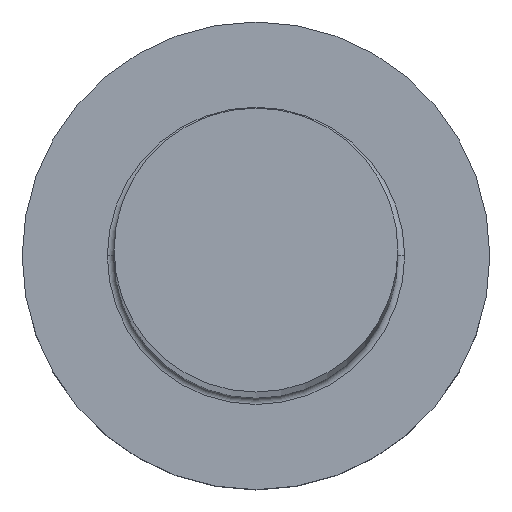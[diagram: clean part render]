
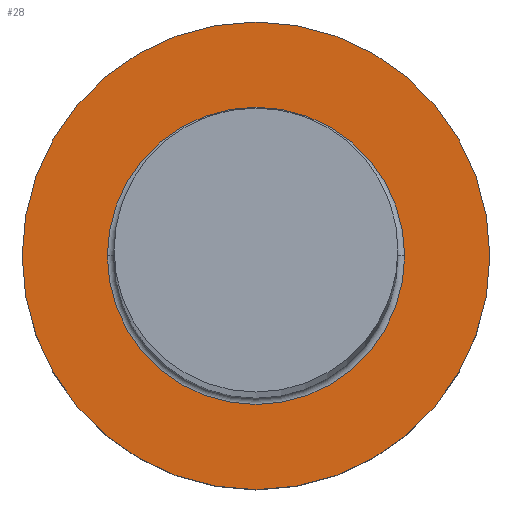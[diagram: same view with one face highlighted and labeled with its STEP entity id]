
A CAD part, top view. The second image highlights one B-rep face of the part: STEP entity #28.
In plain terms, the highlighted planar face has unit normal (0, 0, 1).
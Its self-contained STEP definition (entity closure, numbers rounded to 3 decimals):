
#3 = DIRECTION ( 'NONE',  ( 0., 0., -1. ) ) ;
#4 = FACE_BOUND ( 'NONE', #122, .T. ) ;
#17 = DIRECTION ( 'NONE',  ( 0., 0., 1. ) ) ;
#27 = ORIENTED_EDGE ( 'NONE', *, *, #44, .T. ) ;
#28 = ADVANCED_FACE ( 'NONE', ( #4, #96 ), #168, .T. ) ;
#44 = EDGE_CURVE ( 'NONE', #77, #209, #214, .T. ) ;
#48 = AXIS2_PLACEMENT_3D ( 'NONE', #290, #129, #174 ) ;
#53 = CARTESIAN_POINT ( 'NONE',  ( 0., 0., 5. ) ) ;
#77 = VERTEX_POINT ( 'NONE', #147 ) ;
#85 = AXIS2_PLACEMENT_3D ( 'NONE', #53, #167, #165 ) ;
#86 = AXIS2_PLACEMENT_3D ( 'NONE', #297, #106, #179 ) ;
#96 = FACE_OUTER_BOUND ( 'NONE', #172, .T. ) ;
#104 = CARTESIAN_POINT ( 'NONE',  ( 4.45, 0., 5. ) ) ;
#106 = DIRECTION ( 'NONE',  ( 0., 0., -1. ) ) ;
#119 = ORIENTED_EDGE ( 'NONE', *, *, #306, .T. ) ;
#122 = EDGE_LOOP ( 'NONE', ( #285, #27 ) ) ;
#129 = DIRECTION ( 'NONE',  ( 0., 0., 1. ) ) ;
#130 = AXIS2_PLACEMENT_3D ( 'NONE', #193, #3, #196 ) ;
#134 = CARTESIAN_POINT ( 'NONE',  ( -7., 0., 5. ) ) ;
#147 = CARTESIAN_POINT ( 'NONE',  ( -4.45, 0., 5. ) ) ;
#154 = EDGE_CURVE ( 'NONE', #288, #242, #205, .T. ) ;
#158 = CIRCLE ( 'NONE', #284, 7. ) ;
#159 = DIRECTION ( 'NONE',  ( 1., 0., 0. ) ) ;
#165 = DIRECTION ( 'NONE',  ( 1., 0., 0. ) ) ;
#167 = DIRECTION ( 'NONE',  ( 0., 0., 1. ) ) ;
#168 = PLANE ( 'NONE',  #85 ) ;
#172 = EDGE_LOOP ( 'NONE', ( #260, #119 ) ) ;
#174 = DIRECTION ( 'NONE',  ( 1., 0., 0. ) ) ;
#179 = DIRECTION ( 'NONE',  ( 1., 0., 0. ) ) ;
#193 = CARTESIAN_POINT ( 'NONE',  ( 0., 0., 5. ) ) ;
#196 = DIRECTION ( 'NONE',  ( 1., 0., 0. ) ) ;
#201 = EDGE_CURVE ( 'NONE', #209, #77, #293, .T. ) ;
#205 = CIRCLE ( 'NONE', #48, 7. ) ;
#209 = VERTEX_POINT ( 'NONE', #104 ) ;
#214 = CIRCLE ( 'NONE', #130, 4.45 ) ;
#223 = CARTESIAN_POINT ( 'NONE',  ( 7., 0., 5. ) ) ;
#230 = CARTESIAN_POINT ( 'NONE',  ( 0., 0., 5. ) ) ;
#242 = VERTEX_POINT ( 'NONE', #223 ) ;
#260 = ORIENTED_EDGE ( 'NONE', *, *, #154, .T. ) ;
#284 = AXIS2_PLACEMENT_3D ( 'NONE', #230, #17, #159 ) ;
#285 = ORIENTED_EDGE ( 'NONE', *, *, #201, .T. ) ;
#288 = VERTEX_POINT ( 'NONE', #134 ) ;
#290 = CARTESIAN_POINT ( 'NONE',  ( 0., 0., 5. ) ) ;
#293 = CIRCLE ( 'NONE', #86, 4.45 ) ;
#297 = CARTESIAN_POINT ( 'NONE',  ( 0., 0., 5. ) ) ;
#306 = EDGE_CURVE ( 'NONE', #242, #288, #158, .T. ) ;
